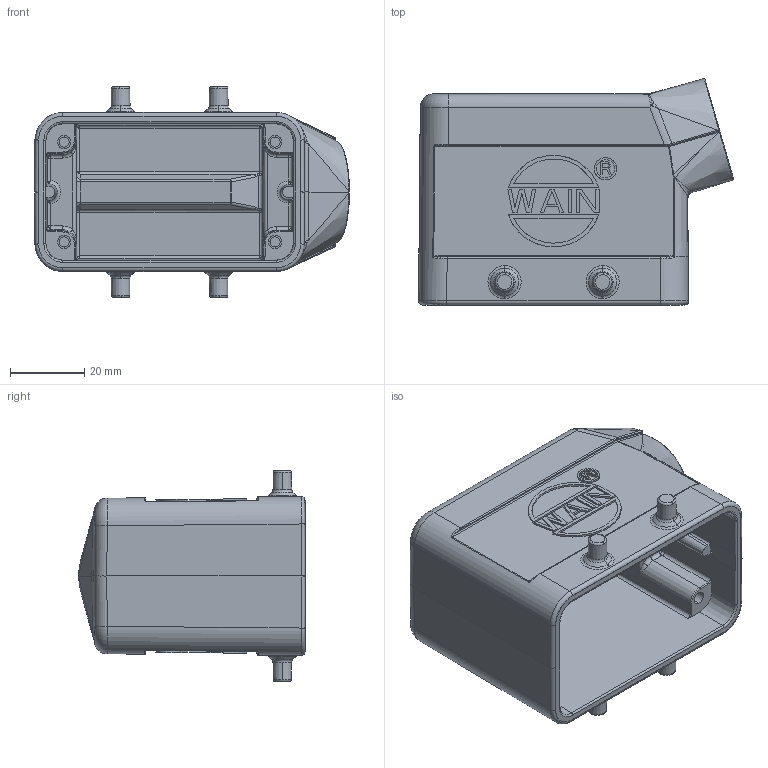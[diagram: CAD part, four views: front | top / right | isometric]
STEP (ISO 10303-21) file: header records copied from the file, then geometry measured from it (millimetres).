
FILE_DESCRIPTION((''),'2;1');
FILE_NAME('PRT0451','2019-07-02T',('zl.chen'),(''),'PRO/ENGINEER BY PARAMETRIC TECHNOLOGY CORPORATION, 2013430','PRO/ENGINEER BY PARAMETRIC TECHNOLOGY CORPORATION, 2013430','');
FILE_SCHEMA(('CONFIG_CONTROL_DESIGN','SHAPE_APPEARANCE_LAYERS_GROUPS'));
Length unit declared in the file: millimetre
Products named in the file (1): PRT0451
Bounding box: 85.1 x 61.21 x 57 mm (x, y, z)
Volume: 56766.8 mm3; surface area: 31223.5 mm2
Topology: 1 solids, 1 shells, 625 faces, 1545 edges, 945 vertices
Faces by surface type: plane 244, bspline 144, cylinder 133, torus 47, cone 31, sphere 18, extrusion 8
Entity records: 25901 total; most frequent: CARTESIAN_POINT 12348, ORIENTED_EDGE 3054, DIRECTION 2311, EDGE_CURVE 1527, VERTEX_POINT 945, AXIS2_PLACEMENT_3D 776, VECTOR 759, LINE 751
